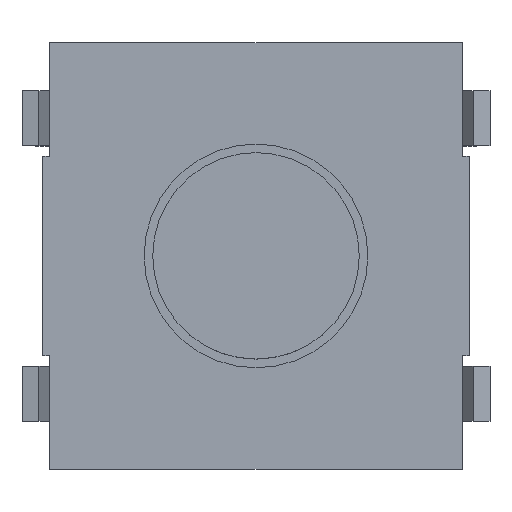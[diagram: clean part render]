
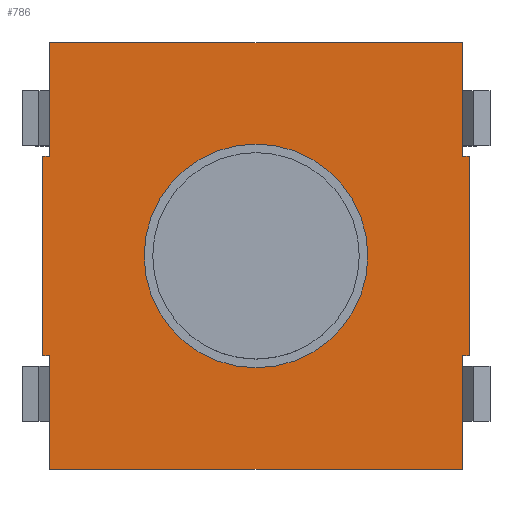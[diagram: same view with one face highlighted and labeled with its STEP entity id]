
A CAD part, top view. The second image highlights one B-rep face of the part: STEP entity #786.
In plain terms, the highlighted planar face has unit normal (0, 0, 1).
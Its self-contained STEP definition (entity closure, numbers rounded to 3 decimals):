
#13=CARTESIAN_POINT('',(0.,0.,0.));
#14=DIRECTION('',(0.,0.,1.));
#15=DIRECTION('',(1.,0.,0.));
#16=AXIS2_PLACEMENT_3D('',#13,#14,#15);
#18=CARTESIAN_POINT('',(0.,0.,0.));
#19=DIRECTION('',(0.,0.,1.));
#20=DIRECTION('',(-1.,0.,0.));
#21=AXIS2_PLACEMENT_3D('',#18,#19,#20);
#23=DIRECTION('',(0.,1.,0.));
#24=VECTOR('',#23,1.65);
#25=CARTESIAN_POINT('',(-3.,-3.1,0.));
#26=LINE('',#25,#24);
#27=DIRECTION('',(1.,0.,0.));
#28=VECTOR('',#27,0.1);
#29=CARTESIAN_POINT('',(-3.1,-1.45,0.));
#30=LINE('',#29,#28);
#31=DIRECTION('',(0.,-1.,0.));
#32=VECTOR('',#31,2.9);
#33=CARTESIAN_POINT('',(-3.1,1.45,0.));
#34=LINE('',#33,#32);
#35=DIRECTION('',(1.,0.,0.));
#36=VECTOR('',#35,0.1);
#37=CARTESIAN_POINT('',(-3.1,1.45,0.));
#38=LINE('',#37,#36);
#39=DIRECTION('',(0.,1.,0.));
#40=VECTOR('',#39,1.65);
#41=CARTESIAN_POINT('',(-3.,1.45,0.));
#42=LINE('',#41,#40);
#43=DIRECTION('',(-1.,0.,0.));
#44=VECTOR('',#43,6.);
#45=CARTESIAN_POINT('',(3.,3.1,0.));
#46=LINE('',#45,#44);
#47=DIRECTION('',(0.,1.,0.));
#48=VECTOR('',#47,1.65);
#49=CARTESIAN_POINT('',(3.,1.45,0.));
#50=LINE('',#49,#48);
#51=DIRECTION('',(-1.,0.,0.));
#52=VECTOR('',#51,0.1);
#53=CARTESIAN_POINT('',(3.1,1.45,0.));
#54=LINE('',#53,#52);
#55=DIRECTION('',(0.,1.,0.));
#56=VECTOR('',#55,2.9);
#57=CARTESIAN_POINT('',(3.1,-1.45,0.));
#58=LINE('',#57,#56);
#59=DIRECTION('',(-1.,0.,0.));
#60=VECTOR('',#59,0.1);
#61=CARTESIAN_POINT('',(3.1,-1.45,0.));
#62=LINE('',#61,#60);
#63=DIRECTION('',(0.,1.,0.));
#64=VECTOR('',#63,1.65);
#65=CARTESIAN_POINT('',(3.,-3.1,0.));
#66=LINE('',#65,#64);
#67=DIRECTION('',(1.,0.,0.));
#68=VECTOR('',#67,6.);
#69=CARTESIAN_POINT('',(-3.,-3.1,0.));
#70=LINE('',#69,#68);
#585=CARTESIAN_POINT('',(1.625,0.,0.));
#586=CARTESIAN_POINT('',(-1.625,0.,0.));
#587=VERTEX_POINT('',#585);
#588=VERTEX_POINT('',#586);
#593=CARTESIAN_POINT('',(3.1,1.45,0.));
#595=VERTEX_POINT('',#593);
#599=CARTESIAN_POINT('',(3.1,-1.45,0.));
#600=VERTEX_POINT('',#599);
#601=CARTESIAN_POINT('',(3.,-3.1,0.));
#602=CARTESIAN_POINT('',(3.,-1.45,0.));
#603=VERTEX_POINT('',#601);
#604=VERTEX_POINT('',#602);
#605=CARTESIAN_POINT('',(3.,1.45,0.));
#606=CARTESIAN_POINT('',(3.,3.1,0.));
#607=VERTEX_POINT('',#605);
#608=VERTEX_POINT('',#606);
#613=CARTESIAN_POINT('',(-3.,-3.1,0.));
#614=CARTESIAN_POINT('',(-3.,-1.45,0.));
#615=VERTEX_POINT('',#613);
#616=VERTEX_POINT('',#614);
#617=CARTESIAN_POINT('',(-3.,1.45,0.));
#618=CARTESIAN_POINT('',(-3.,3.1,0.));
#619=VERTEX_POINT('',#617);
#620=VERTEX_POINT('',#618);
#621=CARTESIAN_POINT('',(-3.1,-1.45,0.));
#622=VERTEX_POINT('',#621);
#623=CARTESIAN_POINT('',(-3.1,1.45,0.));
#624=VERTEX_POINT('',#623);
#749=CARTESIAN_POINT('',(0.,0.,0.));
#750=DIRECTION('',(0.,0.,1.));
#751=DIRECTION('',(1.,0.,0.));
#752=AXIS2_PLACEMENT_3D('',#749,#750,#751);
#753=PLANE('',#752);
#755=ORIENTED_EDGE('',*,*,#754,.T.);
#757=ORIENTED_EDGE('',*,*,#756,.F.);
#759=ORIENTED_EDGE('',*,*,#758,.F.);
#761=ORIENTED_EDGE('',*,*,#760,.T.);
#763=ORIENTED_EDGE('',*,*,#762,.T.);
#765=ORIENTED_EDGE('',*,*,#764,.F.);
#767=ORIENTED_EDGE('',*,*,#766,.F.);
#769=ORIENTED_EDGE('',*,*,#768,.F.);
#771=ORIENTED_EDGE('',*,*,#770,.F.);
#773=ORIENTED_EDGE('',*,*,#772,.T.);
#775=ORIENTED_EDGE('',*,*,#774,.F.);
#777=ORIENTED_EDGE('',*,*,#776,.F.);
#778=EDGE_LOOP('',(#755,#757,#759,#761,#763,#765,#767,#769,#771,#773,#775,
#777));
#779=FACE_OUTER_BOUND('',#778,.F.);
#781=ORIENTED_EDGE('',*,*,#780,.T.);
#783=ORIENTED_EDGE('',*,*,#782,.T.);
#784=EDGE_LOOP('',(#781,#783));
#785=FACE_BOUND('',#784,.F.);
#17=CIRCLE('',#16,1.625);
#22=CIRCLE('',#21,1.625);
#754=EDGE_CURVE('',#615,#616,#26,.T.);
#756=EDGE_CURVE('',#622,#616,#30,.T.);
#758=EDGE_CURVE('',#624,#622,#34,.T.);
#760=EDGE_CURVE('',#624,#619,#38,.T.);
#762=EDGE_CURVE('',#619,#620,#42,.T.);
#764=EDGE_CURVE('',#608,#620,#46,.T.);
#766=EDGE_CURVE('',#607,#608,#50,.T.);
#768=EDGE_CURVE('',#595,#607,#54,.T.);
#770=EDGE_CURVE('',#600,#595,#58,.T.);
#772=EDGE_CURVE('',#600,#604,#62,.T.);
#774=EDGE_CURVE('',#603,#604,#66,.T.);
#776=EDGE_CURVE('',#615,#603,#70,.T.);
#780=EDGE_CURVE('',#587,#588,#17,.T.);
#782=EDGE_CURVE('',#588,#587,#22,.T.);
#786=ADVANCED_FACE('',(#779,#785),#753,.T.);
